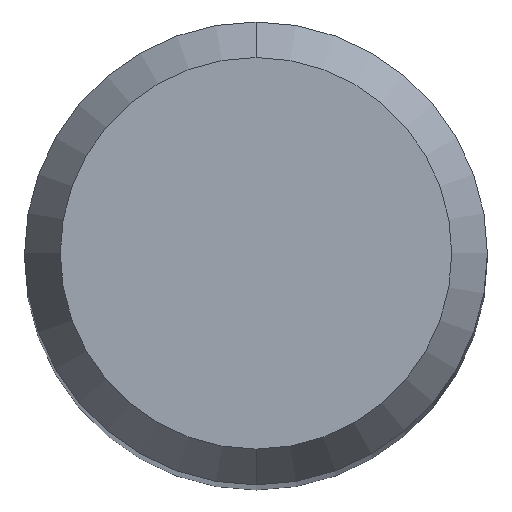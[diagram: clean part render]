
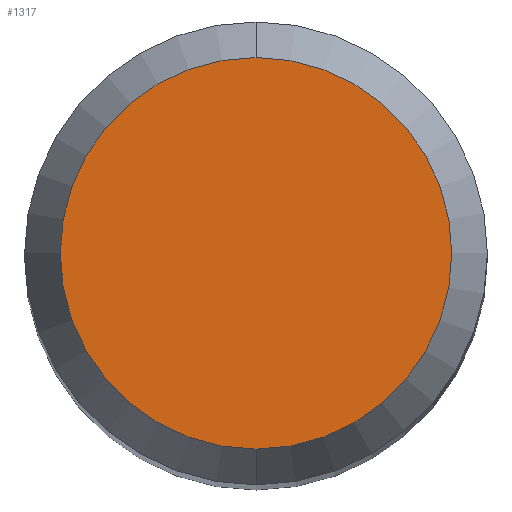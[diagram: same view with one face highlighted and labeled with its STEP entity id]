
A CAD part, top view. The second image highlights one B-rep face of the part: STEP entity #1317.
In plain terms, the highlighted planar face has unit normal (0, 0, 1).
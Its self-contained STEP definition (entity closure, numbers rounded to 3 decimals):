
#489=EDGE_CURVE('',#1013,#829,#1387,.T.);
#499=EDGE_CURVE('',#829,#1013,#1397,.T.);
#829=VERTEX_POINT('',#1753);
#1013=VERTEX_POINT('',#1951);
#1317=ADVANCED_FACE('',(#2291),#2292,.T.);
#1387=CIRCLE('',#2371,2.538);
#1397=CIRCLE('',#2388,2.538);
#1753=CARTESIAN_POINT('',(0.0,2.538,0.0));
#1951=CARTESIAN_POINT('',(0.,-2.538,0.0));
#2291=FACE_OUTER_BOUND('',#7096,.T.);
#2292=PLANE('',#7097);
#2371=AXIS2_PLACEMENT_3D('',#7236,#7237,#7238);
#2388=AXIS2_PLACEMENT_3D('',#7239,#7240,#7241);
#7096=EDGE_LOOP('',(#8182,#8183));
#7097=AXIS2_PLACEMENT_3D('',#8184,#8185,#8186);
#7236=CARTESIAN_POINT('',(0.0,0.0,0.0));
#7237=DIRECTION('',(0.0,0.0,-1.0));
#7238=DIRECTION('',(0.0,1.0,0.0));
#7239=CARTESIAN_POINT('',(0.0,0.0,0.0));
#7240=DIRECTION('',(0.0,0.0,-1.0));
#7241=DIRECTION('',(0.0,1.0,0.0));
#8182=ORIENTED_EDGE('',*,*,#499,.F.);
#8183=ORIENTED_EDGE('',*,*,#489,.F.);
#8184=CARTESIAN_POINT('',(0.0,1.269,0.0));
#8185=DIRECTION('',(-0.0,0.0,1.0));
#8186=DIRECTION('',(0.0,-1.0,0.0));
